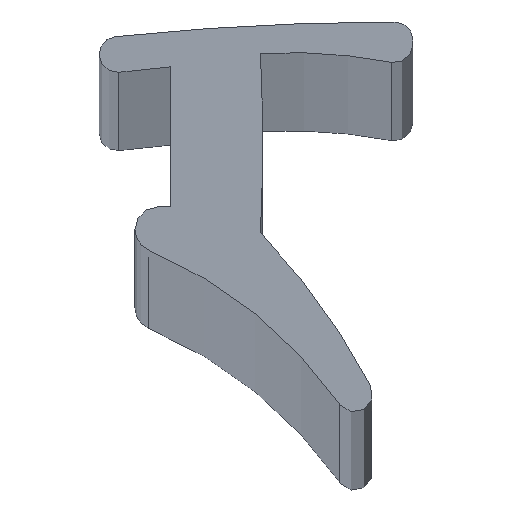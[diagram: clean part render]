
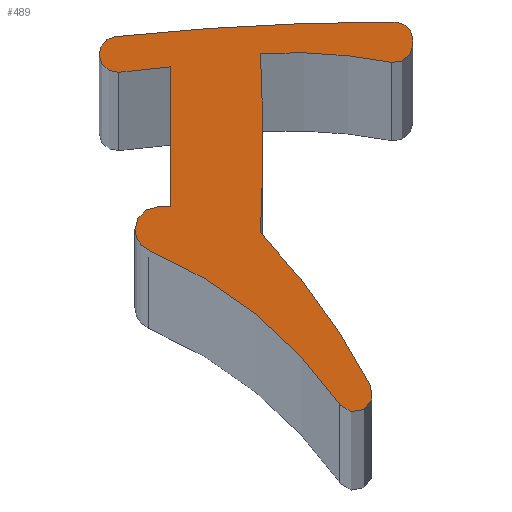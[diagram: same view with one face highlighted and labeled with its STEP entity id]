
A CAD part, top view. The second image highlights one B-rep face of the part: STEP entity #489.
In plain terms, the highlighted planar face has unit normal (0, 0, 1).
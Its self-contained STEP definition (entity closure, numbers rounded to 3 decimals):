
#5 = VERTEX_POINT ( 'NONE', #462 ) ;
#8 = ORIENTED_EDGE ( 'NONE', *, *, #171, .T. ) ;
#16 = AXIS2_PLACEMENT_3D ( 'NONE', #82, #134, #325 ) ;
#23 = VERTEX_POINT ( 'NONE', #464 ) ;
#24 = CARTESIAN_POINT ( 'NONE',  ( 4.454, -7.114, 1000. ) ) ;
#31 = CARTESIAN_POINT ( 'NONE',  ( -1.158, -0.122, 1000. ) ) ;
#33 = CIRCLE ( 'NONE', #48, 0.4 ) ;
#48 = AXIS2_PLACEMENT_3D ( 'NONE', #591, #602, #122 ) ;
#50 = CARTESIAN_POINT ( 'NONE',  ( 0., -3.124, 1000. ) ) ;
#51 = ORIENTED_EDGE ( 'NONE', *, *, #213, .T. ) ;
#57 = CARTESIAN_POINT ( 'NONE',  ( -1.6, 0.276, 1000. ) ) ;
#59 = DIRECTION ( 'NONE',  ( -1., 0., 0. ) ) ;
#60 = DIRECTION ( 'NONE',  ( 0., 0., -1. ) ) ;
#61 = CARTESIAN_POINT ( 'NONE',  ( -1.2, 0.276, 1000. ) ) ;
#62 = VERTEX_POINT ( 'NONE', #476 ) ;
#76 = VERTEX_POINT ( 'NONE', #474 ) ;
#82 = CARTESIAN_POINT ( 'NONE',  ( -1.2, 0.276, 1000. ) ) ;
#84 = CARTESIAN_POINT ( 'NONE',  ( -0.8, -3.624, 1000. ) ) ;
#92 = CARTESIAN_POINT ( 'NONE',  ( -1.242, 0.674, 1000. ) ) ;
#96 = DIRECTION ( 'NONE',  ( -1., 0., 0. ) ) ;
#98 = ORIENTED_EDGE ( 'NONE', *, *, #235, .F. ) ;
#105 = CARTESIAN_POINT ( 'NONE',  ( 0., -3.124, 1000. ) ) ;
#110 = DIRECTION ( 'NONE',  ( -1., 0., 0. ) ) ;
#112 = DIRECTION ( 'NONE',  ( 0., 0., -1. ) ) ;
#113 = CARTESIAN_POINT ( 'NONE',  ( -1.2, 0.276, 1000. ) ) ;
#115 = DIRECTION ( 'NONE',  ( -1., 0., 0. ) ) ;
#118 = DIRECTION ( 'NONE',  ( 0., 0., -1. ) ) ;
#119 = CARTESIAN_POINT ( 'NONE',  ( 5.005, -59., 1000. ) ) ;
#120 = ORIENTED_EDGE ( 'NONE', *, *, #224, .T. ) ;
#122 = DIRECTION ( 'NONE',  ( -1., 0., 0. ) ) ;
#125 = VERTEX_POINT ( 'NONE', #471 ) ;
#133 = PLANE ( 'NONE',  #16 ) ;
#134 = DIRECTION ( 'NONE',  ( 0., 0., 1. ) ) ;
#135 = CARTESIAN_POINT ( 'NONE',  ( 5.4, 0.6, 1000. ) ) ;
#137 = DIRECTION ( 'NONE',  ( -1., 0., 0. ) ) ;
#138 = ORIENTED_EDGE ( 'NONE', *, *, #268, .F. ) ;
#139 = VERTEX_POINT ( 'NONE', #453 ) ;
#144 = ORIENTED_EDGE ( 'NONE', *, *, #264, .F. ) ;
#148 = EDGE_CURVE ( 'NONE', #419, #492, #151, .T. ) ;
#149 = DIRECTION ( 'NONE',  ( 0., 0., -1. ) ) ;
#151 = CIRCLE ( 'NONE', #251, 0.4 ) ;
#152 = AXIS2_PLACEMENT_3D ( 'NONE', #297, #295, #294 ) ;
#160 = ORIENTED_EDGE ( 'NONE', *, *, #189, .T. ) ;
#162 = VECTOR ( 'NONE', #382, 1000. ) ;
#163 = CARTESIAN_POINT ( 'NONE',  ( 2.652, -11.682, 1000. ) ) ;
#166 = EDGE_CURVE ( 'NONE', #139, #407, #451, .T. ) ;
#171 = EDGE_CURVE ( 'NONE', #62, #452, #607, .T. ) ;
#189 = EDGE_CURVE ( 'NONE', #612, #139, #560, .T. ) ;
#196 = EDGE_CURVE ( 'NONE', #62, #23, #553, .T. ) ;
#197 = CARTESIAN_POINT ( 'NONE',  ( 5., 1., 1000. ) ) ;
#199 = EDGE_CURVE ( 'NONE', #463, #492, #551, .T. ) ;
#200 = AXIS2_PLACEMENT_3D ( 'NONE', #271, #267, #266 ) ;
#209 = CARTESIAN_POINT ( 'NONE',  ( -0.495, -4.084, 1000. ) ) ;
#212 = ORIENTED_EDGE ( 'NONE', *, *, #199, .T. ) ;
#213 = EDGE_CURVE ( 'NONE', #419, #125, #544, .T. ) ;
#215 = EDGE_LOOP ( 'NONE', ( #51, #120, #318, #336, #8, #144, #487, #138, #574, #160, #416, #255, #510, #98, #212, #338 ) ) ;
#217 = AXIS2_PLACEMENT_3D ( 'NONE', #284, #283, #282 ) ;
#221 = AXIS2_PLACEMENT_3D ( 'NONE', #119, #118, #115 ) ;
#223 = AXIS2_PLACEMENT_3D ( 'NONE', #280, #279, #276 ) ;
#224 = EDGE_CURVE ( 'NONE', #125, #76, #586, .T. ) ;
#231 = AXIS2_PLACEMENT_3D ( 'NONE', #323, #319, #317 ) ;
#233 = EDGE_CURVE ( 'NONE', #402, #5, #588, .T. ) ;
#234 = AXIS2_PLACEMENT_3D ( 'NONE', #163, #149, #137 ) ;
#235 = EDGE_CURVE ( 'NONE', #463, #402, #594, .T. ) ;
#239 = AXIS2_PLACEMENT_3D ( 'NONE', #252, #308, #305 ) ;
#251 = AXIS2_PLACEMENT_3D ( 'NONE', #427, #426, #425 ) ;
#252 = CARTESIAN_POINT ( 'NONE',  ( -4.402, -13.289, 1000. ) ) ;
#254 = AXIS2_PLACEMENT_3D ( 'NONE', #113, #112, #110 ) ;
#255 = ORIENTED_EDGE ( 'NONE', *, *, #277, .T. ) ;
#261 = EDGE_CURVE ( 'NONE', #76, #23, #620, .T. ) ;
#264 = EDGE_CURVE ( 'NONE', #459, #452, #33, .T. ) ;
#265 = EDGE_CURVE ( 'NONE', #461, #459, #578, .T. ) ;
#266 = DIRECTION ( 'NONE',  ( -1., 0., 0. ) ) ;
#267 = DIRECTION ( 'NONE',  ( 0., 0., -1. ) ) ;
#268 = EDGE_CURVE ( 'NONE', #410, #461, #580, .T. ) ;
#271 = CARTESIAN_POINT ( 'NONE',  ( -0.3, -3.624, 1000. ) ) ;
#276 = DIRECTION ( 'NONE',  ( -1., 0., 0. ) ) ;
#277 = EDGE_CURVE ( 'NONE', #407, #5, #537, .T. ) ;
#278 = AXIS2_PLACEMENT_3D ( 'NONE', #61, #60, #59 ) ;
#279 = DIRECTION ( 'NONE',  ( 0., 0., -1. ) ) ;
#280 = CARTESIAN_POINT ( 'NONE',  ( -0.3, -3.624, 1000. ) ) ;
#282 = DIRECTION ( 'NONE',  ( -1., 0., 0. ) ) ;
#283 = DIRECTION ( 'NONE',  ( 0., 0., 1. ) ) ;
#284 = CARTESIAN_POINT ( 'NONE',  ( -37.95, -1.7, 1000. ) ) ;
#294 = DIRECTION ( 'NONE',  ( -1., 0., 0. ) ) ;
#295 = DIRECTION ( 'NONE',  ( 0., 0., 1. ) ) ;
#297 = CARTESIAN_POINT ( 'NONE',  ( -8.832, -14.076, 1000. ) ) ;
#305 = DIRECTION ( 'NONE',  ( -1., 0., 0. ) ) ;
#308 = DIRECTION ( 'NONE',  ( 0., 0., -1. ) ) ;
#317 = DIRECTION ( 'NONE',  ( -1., 0., 0. ) ) ;
#318 = ORIENTED_EDGE ( 'NONE', *, *, #261, .T. ) ;
#319 = DIRECTION ( 'NONE',  ( 0., 0., -1. ) ) ;
#323 = CARTESIAN_POINT ( 'NONE',  ( 5., 0.493, 1000. ) ) ;
#325 = DIRECTION ( 'NONE',  ( 1., 0., 0. ) ) ;
#334 = EDGE_CURVE ( 'NONE', #612, #410, #507, .T. ) ;
#336 = ORIENTED_EDGE ( 'NONE', *, *, #196, .F. ) ;
#338 = ORIENTED_EDGE ( 'NONE', *, *, #148, .F. ) ;
#343 = DIRECTION ( 'NONE',  ( 0.995, 0.105, 0. ) ) ;
#350 = CARTESIAN_POINT ( 'NONE',  ( 0., 0., 1000. ) ) ;
#355 = CARTESIAN_POINT ( 'NONE',  ( 3.773, -7.53, 1000. ) ) ;
#382 = DIRECTION ( 'NONE',  ( 0., 1., 0. ) ) ;
#386 = CARTESIAN_POINT ( 'NONE',  ( 5.4, 0.276, 1000. ) ) ;
#402 = VERTEX_POINT ( 'NONE', #84 ) ;
#407 = VERTEX_POINT ( 'NONE', #50 ) ;
#410 = VERTEX_POINT ( 'NONE', #57 ) ;
#411 = FACE_OUTER_BOUND ( 'NONE', #215, .T. ) ;
#416 = ORIENTED_EDGE ( 'NONE', *, *, #166, .T. ) ;
#419 = VERTEX_POINT ( 'NONE', #24 ) ;
#425 = DIRECTION ( 'NONE',  ( -1., 0., 0. ) ) ;
#426 = DIRECTION ( 'NONE',  ( 0., 0., -1. ) ) ;
#427 = CARTESIAN_POINT ( 'NONE',  ( 4.1, -7.3, 1000. ) ) ;
#445 = DIRECTION ( 'NONE',  ( 0., -1., 0. ) ) ;
#447 = CARTESIAN_POINT ( 'NONE',  ( 0., 0.276, 1000. ) ) ;
#451 = LINE ( 'NONE', #447, #481 ) ;
#452 = VERTEX_POINT ( 'NONE', #135 ) ;
#453 = CARTESIAN_POINT ( 'NONE',  ( 0., 0., 1000. ) ) ;
#459 = VERTEX_POINT ( 'NONE', #197 ) ;
#461 = VERTEX_POINT ( 'NONE', #92 ) ;
#462 = CARTESIAN_POINT ( 'NONE',  ( -0.3, -3.124, 1000. ) ) ;
#463 = VERTEX_POINT ( 'NONE', #209 ) ;
#464 = CARTESIAN_POINT ( 'NONE',  ( 4.924, 0.101, 1000. ) ) ;
#471 = CARTESIAN_POINT ( 'NONE',  ( 2., -3.7, 1000. ) ) ;
#474 = CARTESIAN_POINT ( 'NONE',  ( 2., 0.3, 1000. ) ) ;
#476 = CARTESIAN_POINT ( 'NONE',  ( 5.4, 0.493, 1000. ) ) ;
#481 = VECTOR ( 'NONE', #445, 1000. ) ;
#487 = ORIENTED_EDGE ( 'NONE', *, *, #265, .F. ) ;
#489 = ADVANCED_FACE ( 'NONE', ( #411 ), #133, .T. ) ;
#492 = VERTEX_POINT ( 'NONE', #355 ) ;
#507 = CIRCLE ( 'NONE', #278, 0.4 ) ;
#510 = ORIENTED_EDGE ( 'NONE', *, *, #233, .F. ) ;
#536 = VECTOR ( 'NONE', #96, 1000. ) ;
#537 = LINE ( 'NONE', #105, #536 ) ;
#544 = CIRCLE ( 'NONE', #152, 15. ) ;
#551 = CIRCLE ( 'NONE', #239, 10. ) ;
#553 = CIRCLE ( 'NONE', #231, 0.4 ) ;
#558 = VECTOR ( 'NONE', #343, 1000. ) ;
#560 = LINE ( 'NONE', #350, #558 ) ;
#574 = ORIENTED_EDGE ( 'NONE', *, *, #334, .F. ) ;
#578 = CIRCLE ( 'NONE', #221, 60. ) ;
#580 = CIRCLE ( 'NONE', #254, 0.4 ) ;
#586 = CIRCLE ( 'NONE', #217, 40. ) ;
#588 = CIRCLE ( 'NONE', #223, 0.5 ) ;
#591 = CARTESIAN_POINT ( 'NONE',  ( 5., 0.6, 1000. ) ) ;
#594 = CIRCLE ( 'NONE', #200, 0.5 ) ;
#602 = DIRECTION ( 'NONE',  ( 0., 0., -1. ) ) ;
#607 = LINE ( 'NONE', #386, #162 ) ;
#612 = VERTEX_POINT ( 'NONE', #31 ) ;
#620 = CIRCLE ( 'NONE', #234, 12. ) ;
